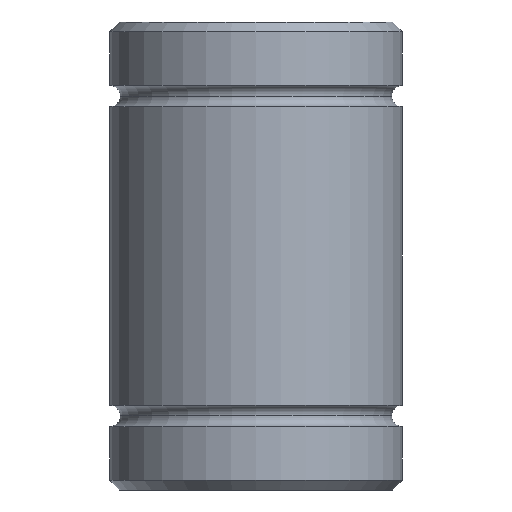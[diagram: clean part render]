
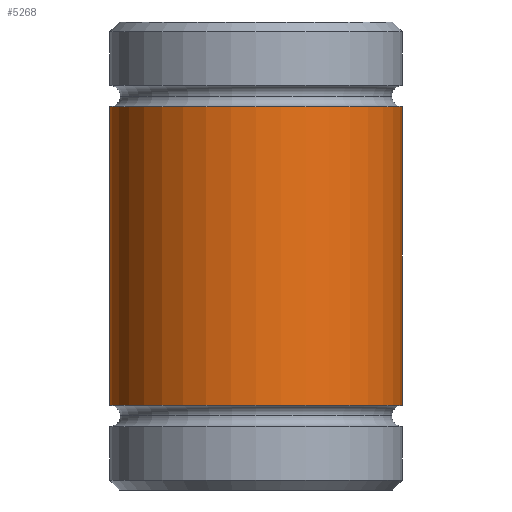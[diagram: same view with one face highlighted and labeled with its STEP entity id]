
A CAD part, left-side view. The second image highlights one B-rep face of the part: STEP entity #5268.
In plain terms, the highlighted cylindrical face has radius 7.5 mm (diameter 15 mm), a partial arc.
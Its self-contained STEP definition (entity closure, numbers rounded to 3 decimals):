
#314 = AXIS2_PLACEMENT_3D ( 'NONE', #2055, #7061, #2758 ) ;
#484 = CARTESIAN_POINT ( 'NONE',  ( 0., -7.5, -7.65 ) ) ;
#522 = ORIENTED_EDGE ( 'NONE', *, *, #9221, .F. ) ;
#551 = VERTEX_POINT ( 'NONE', #2029 ) ;
#641 = LINE ( 'NONE', #8122, #6337 ) ;
#766 = FACE_OUTER_BOUND ( 'NONE', #8132, .T. ) ;
#825 = CARTESIAN_POINT ( 'NONE',  ( 0., 7.5, 7.65 ) ) ;
#926 = DIRECTION ( 'NONE',  ( 0., 0., -1. ) ) ;
#1125 = DIRECTION ( 'NONE',  ( 0., 1., 0. ) ) ;
#1152 = ORIENTED_EDGE ( 'NONE', *, *, #5141, .F. ) ;
#1491 = EDGE_CURVE ( 'NONE', #3769, #2936, #641, .T. ) ;
#2029 = CARTESIAN_POINT ( 'NONE',  ( 0., -7.5, 7.65 ) ) ;
#2055 = CARTESIAN_POINT ( 'NONE',  ( 0., 0., 7.65 ) ) ;
#2343 = EDGE_CURVE ( 'NONE', #551, #3769, #7347, .T. ) ;
#2548 = CARTESIAN_POINT ( 'NONE',  ( 0., 0., 0. ) ) ;
#2758 = DIRECTION ( 'NONE',  ( 0., 1., 0. ) ) ;
#2936 = VERTEX_POINT ( 'NONE', #6374 ) ;
#3211 = DIRECTION ( 'NONE',  ( 0., 0., -1. ) ) ;
#3769 = VERTEX_POINT ( 'NONE', #825 ) ;
#3816 = DIRECTION ( 'NONE',  ( 0., 0., -1. ) ) ;
#3965 = VERTEX_POINT ( 'NONE', #484 ) ;
#5141 = EDGE_CURVE ( 'NONE', #551, #3965, #7269, .T. ) ;
#5190 = CARTESIAN_POINT ( 'NONE',  ( 0., 0., -7.65 ) ) ;
#5268 = ADVANCED_FACE ( 'NONE', ( #766 ), #6226, .T. ) ;
#5386 = DIRECTION ( 'NONE',  ( 0., 0., -1. ) ) ;
#5477 = AXIS2_PLACEMENT_3D ( 'NONE', #5190, #926, #5900 ) ;
#5900 = DIRECTION ( 'NONE',  ( 0., 1., 0. ) ) ;
#6226 = CYLINDRICAL_SURFACE ( 'NONE', #6491, 7.5 ) ;
#6337 = VECTOR ( 'NONE', #3816, 1000. ) ;
#6374 = CARTESIAN_POINT ( 'NONE',  ( 0., 7.5, -7.65 ) ) ;
#6491 = AXIS2_PLACEMENT_3D ( 'NONE', #2548, #5386, #1125 ) ;
#6708 = CIRCLE ( 'NONE', #5477, 7.5 ) ;
#7061 = DIRECTION ( 'NONE',  ( 0., 0., -1. ) ) ;
#7269 = LINE ( 'NONE', #8233, #9156 ) ;
#7347 = CIRCLE ( 'NONE', #314, 7.5 ) ;
#7600 = ORIENTED_EDGE ( 'NONE', *, *, #2343, .T. ) ;
#8122 = CARTESIAN_POINT ( 'NONE',  ( 0., 7.5, 0. ) ) ;
#8132 = EDGE_LOOP ( 'NONE', ( #1152, #7600, #8385, #522 ) ) ;
#8233 = CARTESIAN_POINT ( 'NONE',  ( 0., -7.5, 0. ) ) ;
#8385 = ORIENTED_EDGE ( 'NONE', *, *, #1491, .T. ) ;
#9156 = VECTOR ( 'NONE', #3211, 1000. ) ;
#9221 = EDGE_CURVE ( 'NONE', #3965, #2936, #6708, .T. ) ;
